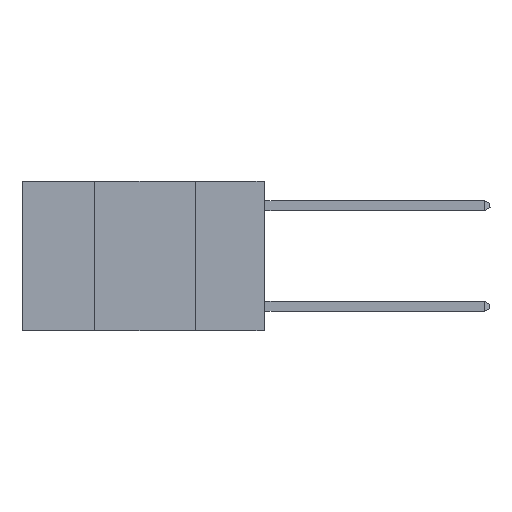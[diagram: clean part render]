
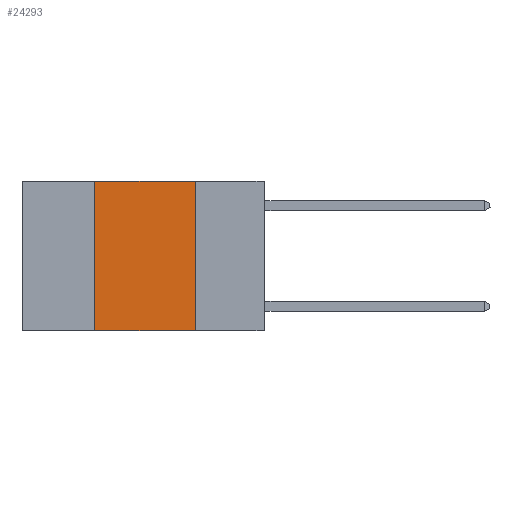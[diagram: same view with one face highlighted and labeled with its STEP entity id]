
A CAD part, left-side view. The second image highlights one B-rep face of the part: STEP entity #24293.
In plain terms, the highlighted planar face has unit normal (-1, 0, 0).
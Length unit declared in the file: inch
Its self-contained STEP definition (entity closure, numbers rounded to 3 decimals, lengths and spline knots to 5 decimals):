
#455 = VECTOR ( 'NONE', #10455, 39.37008 ) ;
#591 = CARTESIAN_POINT ( 'NONE',  ( 0., 0.42, 0. ) ) ;
#805 = VERTEX_POINT ( 'NONE', #23932 ) ;
#965 = DIRECTION ( 'NONE',  ( 1., 0., 0. ) ) ;
#1139 = EDGE_CURVE ( 'NONE', #26123, #3413, #27494, .T. ) ;
#3413 = VERTEX_POINT ( 'NONE', #591 ) ;
#3909 = ORIENTED_EDGE ( 'NONE', *, *, #4663, .T. ) ;
#4010 = VECTOR ( 'NONE', #15717, 39.37008 ) ;
#4637 = VERTEX_POINT ( 'NONE', #19930 ) ;
#4663 = EDGE_CURVE ( 'NONE', #26123, #805, #15557, .T. ) ;
#5271 = ORIENTED_EDGE ( 'NONE', *, *, #11445, .F. ) ;
#8799 = VECTOR ( 'NONE', #25541, 39.37008 ) ;
#9959 = EDGE_CURVE ( 'NONE', #3413, #4637, #14547, .T. ) ;
#10455 = DIRECTION ( 'NONE',  ( 0., 0., -1. ) ) ;
#11445 = EDGE_CURVE ( 'NONE', #4637, #805, #11471, .T. ) ;
#11471 = LINE ( 'NONE', #23417, #455 ) ;
#11932 = PLANE ( 'NONE',  #15469 ) ;
#14547 = LINE ( 'NONE', #19081, #8799 ) ;
#15469 = AXIS2_PLACEMENT_3D ( 'NONE', #24838, #965, #16243 ) ;
#15557 = LINE ( 'NONE', #26458, #4010 ) ;
#15717 = DIRECTION ( 'NONE',  ( 0., -1., 0. ) ) ;
#15788 = ORIENTED_EDGE ( 'NONE', *, *, #9959, .F. ) ;
#16243 = DIRECTION ( 'NONE',  ( 0., 0., -1. ) ) ;
#17837 = CARTESIAN_POINT ( 'NONE',  ( 0., 0.42, 0. ) ) ;
#17964 = DIRECTION ( 'NONE',  ( 0., 0., 1. ) ) ;
#19081 = CARTESIAN_POINT ( 'NONE',  ( 0., 0.6, 0. ) ) ;
#19422 = FACE_OUTER_BOUND ( 'NONE', #25908, .T. ) ;
#19930 = CARTESIAN_POINT ( 'NONE',  ( 0., 0.17, 0. ) ) ;
#21858 = VECTOR ( 'NONE', #17964, 39.37008 ) ;
#23417 = CARTESIAN_POINT ( 'NONE',  ( 0., 0.17, 0. ) ) ;
#23932 = CARTESIAN_POINT ( 'NONE',  ( 0., 0.17, -0.37 ) ) ;
#24293 = ADVANCED_FACE ( 'NONE', ( #19422 ), #11932, .F. ) ;
#24838 = CARTESIAN_POINT ( 'NONE',  ( 0., 0.6, 0. ) ) ;
#25541 = DIRECTION ( 'NONE',  ( 0., -1., 0. ) ) ;
#25908 = EDGE_LOOP ( 'NONE', ( #5271, #15788, #26245, #3909 ) ) ;
#26123 = VERTEX_POINT ( 'NONE', #26215 ) ;
#26215 = CARTESIAN_POINT ( 'NONE',  ( 0., 0.42, -0.37 ) ) ;
#26245 = ORIENTED_EDGE ( 'NONE', *, *, #1139, .F. ) ;
#26458 = CARTESIAN_POINT ( 'NONE',  ( 0., 0.6, -0.37 ) ) ;
#27494 = LINE ( 'NONE', #17837, #21858 ) ;
